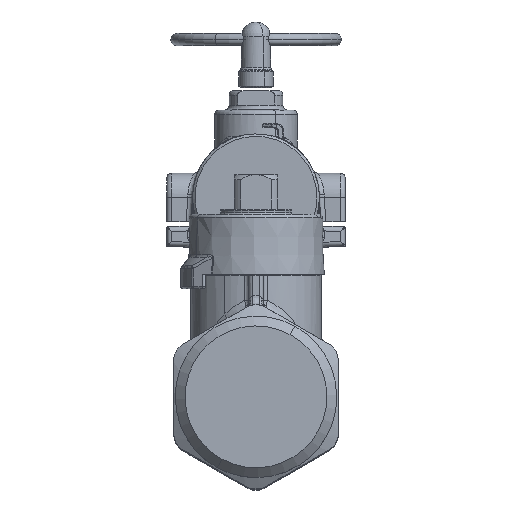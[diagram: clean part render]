
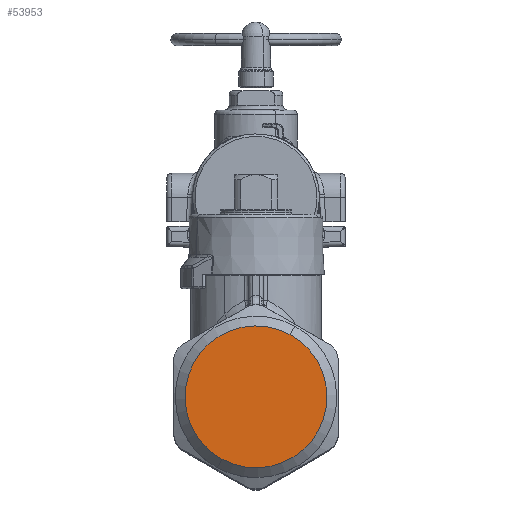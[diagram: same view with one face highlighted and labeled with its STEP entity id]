
A CAD part, top view. The second image highlights one B-rep face of the part: STEP entity #53953.
In plain terms, the highlighted planar face has unit normal (0, 0, 1).
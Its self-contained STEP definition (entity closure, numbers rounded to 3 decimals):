
#53930=CARTESIAN_POINT('Axis2P3D Location',(0.,12.25,144.)) ;
#53935=CARTESIAN_POINT('Axis2P3D Location',(0.,0.,144.)) ;
#53939=CARTESIAN_POINT('Vertex',(-6.976,-12.769,144.)) ;
#53941=CARTESIAN_POINT('Vertex',(6.976,12.769,144.)) ;
#53944=CARTESIAN_POINT('Axis2P3D Location',(0.,0.,144.)) ;
#53931=DIRECTION('Axis2P3D Direction',(0.,0.,-1.)) ;
#53932=DIRECTION('Axis2P3D XDirection',(1.,0.,0.)) ;
#53936=DIRECTION('Axis2P3D Direction',(0.,0.,-1.)) ;
#53945=DIRECTION('Axis2P3D Direction',(0.,0.,-1.)) ;
#53933=AXIS2_PLACEMENT_3D('Plane Axis2P3D',#53930,#53931,#53932) ;
#53937=AXIS2_PLACEMENT_3D('Circle Axis2P3D',#53935,#53936,$) ;
#53946=AXIS2_PLACEMENT_3D('Circle Axis2P3D',#53944,#53945,$) ;
#53938=CIRCLE('generated circle',#53937,14.55) ;
#53947=CIRCLE('generated circle',#53946,14.55) ;
#53934=PLANE('',#53933) ;
#53943=EDGE_CURVE('',#53940,#53942,#53938,.T.) ;
#53948=EDGE_CURVE('',#53942,#53940,#53947,.T.) ;
#53950=ORIENTED_EDGE('',*,*,#53943,.F.) ;
#53951=ORIENTED_EDGE('',*,*,#53948,.F.) ;
#53949=EDGE_LOOP('',(#53950,#53951)) ;
#53940=VERTEX_POINT('',#53939) ;
#53942=VERTEX_POINT('',#53941) ;
#53953=ADVANCED_FACE('PartBody',(#53952),#53934,.F.) ;
#53952=FACE_OUTER_BOUND('',#53949,.T.) ;
